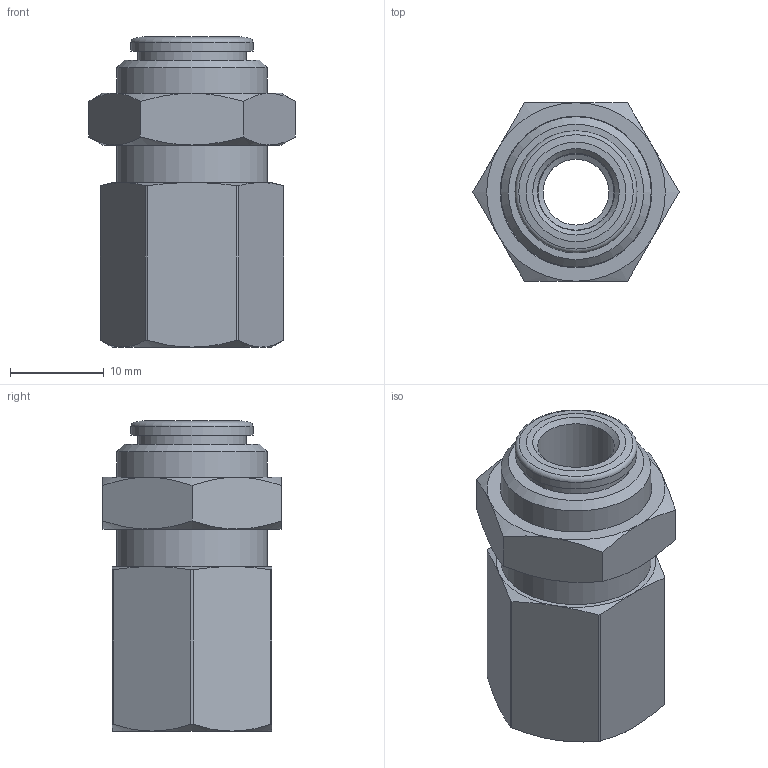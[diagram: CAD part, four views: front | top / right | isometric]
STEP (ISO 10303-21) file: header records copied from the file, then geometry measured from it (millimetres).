
FILE_DESCRIPTION(( 'RG.25.08.14.STP' ), '1');
FILE_NAME( 'RG.25.08.14.STP', '2018-10-12T11:08:29',( 'Sopra'),('sopra-pneumatic.com'), 'SwSTEP 2.0','SolidWorks 2009','' );
FILE_SCHEMA (('AUTOMOTIVE_DESIGN { 1 0 10303 214 1 1 1 1 }'));
Length unit declared in the file: millimetre
Products named in the file (4): Root; DR8_NEU; 32602M; R202507-i1
Assembly tree (3 placements, depth 2):
  Root
    DR8_NEU
    32602M
    R202507-i1
Bounding box: 21.94 x 19 x 33 mm (x, y, z)
Volume: 5293.6 mm3; surface area: 4565.5 mm2
Topology: 3 solids, 3 shells, 79 faces, 169 edges, 101 vertices
Faces by surface type: cone 37, plane 23, cylinder 18, torus 1
Full cylindrical faces by diameter (mm): 7 x1, 8.1 x1, 8.2 x1, 10.1 x1, 11 x1, 11.445 x1, 11.5 x1, 11.6 x1, 13 x1, 14.73 x1, 16 x1, 17 x1
Entity records: 3442 total; most frequent: DIRECTION 426, CARTESIAN_POINT 317, PRESENTATION_STYLE_ASSIGNMENT 277, COLOUR_RGB 275, DRAUGHTING_PRE_DEFINED_CURVE_FONT 274, CURVE_STYLE 274, OVER_RIDING_STYLED_ITEM 274, ORIENTED_EDGE 274
